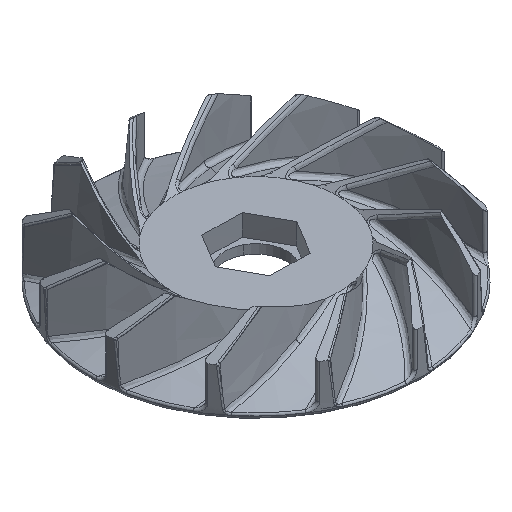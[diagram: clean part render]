
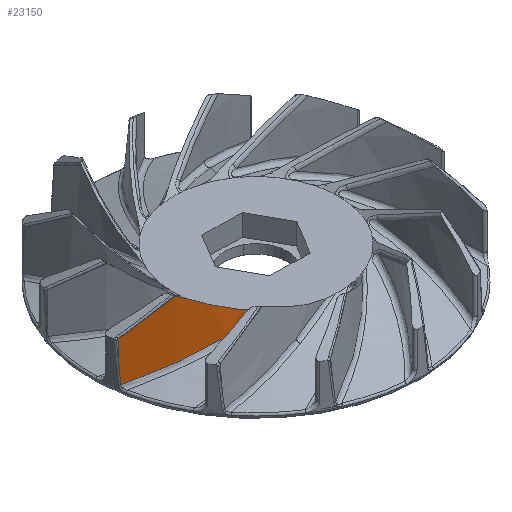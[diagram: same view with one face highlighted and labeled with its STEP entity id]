
A CAD part, isometric view. The second image highlights one B-rep face of the part: STEP entity #23150.
In plain terms, the highlighted face is a extrusion surface.
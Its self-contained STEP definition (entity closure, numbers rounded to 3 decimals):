
#22930=CARTESIAN_POINT('Vertex',(-39.165,-5.788,9.964)) ;
#22990=CARTESIAN_POINT('Control Point',(-29.77,-10.379,16.572)) ;
#22991=CARTESIAN_POINT('Control Point',(-30.386,-10.138,16.169)) ;
#22992=CARTESIAN_POINT('Control Point',(-30.981,-9.897,15.775)) ;
#22993=CARTESIAN_POINT('Control Point',(-31.609,-9.634,15.354)) ;
#22994=CARTESIAN_POINT('Control Point',(-32.914,-9.064,14.469)) ;
#22995=CARTESIAN_POINT('Control Point',(-34.139,-8.489,13.618)) ;
#22996=CARTESIAN_POINT('Control Point',(-34.732,-8.201,13.201)) ;
#22997=CARTESIAN_POINT('Control Point',(-35.977,-7.577,12.317)) ;
#22998=CARTESIAN_POINT('Control Point',(-37.306,-6.863,11.351)) ;
#22999=CARTESIAN_POINT('Control Point',(-37.946,-6.503,10.878)) ;
#23000=CARTESIAN_POINT('Control Point',(-38.53,-6.167,10.443)) ;
#23001=CARTESIAN_POINT('Control Point',(-39.165,-5.788,9.964)) ;
#23002=CARTESIAN_POINT('Vertex',(-29.77,-10.379,16.572)) ;
#23054=CARTESIAN_POINT('Control Point',(-39.165,-5.788,9.964)) ;
#23055=CARTESIAN_POINT('Control Point',(-39.201,-5.886,8.737)) ;
#23056=CARTESIAN_POINT('Control Point',(-39.234,-5.978,7.592)) ;
#23057=CARTESIAN_POINT('Control Point',(-39.269,-6.073,6.401)) ;
#23058=CARTESIAN_POINT('Control Point',(-39.305,-6.171,5.165)) ;
#23059=CARTESIAN_POINT('Control Point',(-39.341,-6.271,3.911)) ;
#23060=CARTESIAN_POINT('Vertex',(-39.341,-6.271,3.911)) ;
#23084=CARTESIAN_POINT('Control Point',(-12.618,-16.305,7.143)) ;
#23085=CARTESIAN_POINT('Control Point',(-14.213,-16.07,6.877)) ;
#23086=CARTESIAN_POINT('Control Point',(-15.846,-15.786,6.571)) ;
#23087=CARTESIAN_POINT('Control Point',(-17.511,-15.452,6.227)) ;
#23088=CARTESIAN_POINT('Control Point',(-21.075,-14.63,5.431)) ;
#23089=CARTESIAN_POINT('Control Point',(-24.683,-13.552,4.514)) ;
#23090=CARTESIAN_POINT('Control Point',(-26.588,-12.908,4.003)) ;
#23091=CARTESIAN_POINT('Control Point',(-30.381,-11.46,2.934)) ;
#23092=CARTESIAN_POINT('Control Point',(-34.094,-9.695,1.791)) ;
#23093=CARTESIAN_POINT('Control Point',(-35.918,-8.734,1.206)) ;
#23094=CARTESIAN_POINT('Control Point',(-37.703,-7.698,0.61)) ;
#23095=CARTESIAN_POINT('Control Point',(-39.454,-6.584,0.)) ;
#23100=CARTESIAN_POINT('Control Point',(-39.341,-6.271,3.911)) ;
#23101=CARTESIAN_POINT('Control Point',(-39.323,-6.386,2.871)) ;
#23102=CARTESIAN_POINT('Control Point',(-39.305,-6.502,1.829)) ;
#23103=CARTESIAN_POINT('Control Point',(-39.286,-6.618,0.789)) ;
#23104=CARTESIAN_POINT('Vertex',(-39.286,-6.618,0.789)) ;
#23108=CARTESIAN_POINT('Control Point',(-12.599,-16.253,7.801)) ;
#23109=CARTESIAN_POINT('Control Point',(-14.285,-16.005,7.502)) ;
#23110=CARTESIAN_POINT('Control Point',(-16.029,-15.702,7.156)) ;
#23111=CARTESIAN_POINT('Control Point',(-17.828,-15.337,6.766)) ;
#23112=CARTESIAN_POINT('Control Point',(-21.147,-14.554,5.993)) ;
#23113=CARTESIAN_POINT('Control Point',(-24.548,-13.528,5.119)) ;
#23114=CARTESIAN_POINT('Control Point',(-26.075,-13.019,4.713)) ;
#23115=CARTESIAN_POINT('Control Point',(-28.647,-12.072,4.006)) ;
#23116=CARTESIAN_POINT('Control Point',(-31.205,-10.972,3.27)) ;
#23117=CARTESIAN_POINT('Control Point',(-32.238,-10.501,2.967)) ;
#23118=CARTESIAN_POINT('Control Point',(-33.777,-9.755,2.509)) ;
#23119=CARTESIAN_POINT('Control Point',(-35.299,-8.953,2.044)) ;
#23120=CARTESIAN_POINT('Control Point',(-35.804,-8.679,1.889)) ;
#23121=CARTESIAN_POINT('Control Point',(-36.81,-8.119,1.577)) ;
#23122=CARTESIAN_POINT('Control Point',(-37.807,-7.534,1.263)) ;
#23123=CARTESIAN_POINT('Control Point',(-38.305,-7.233,1.104)) ;
#23124=CARTESIAN_POINT('Control Point',(-38.796,-6.929,0.947)) ;
#23125=CARTESIAN_POINT('Control Point',(-39.286,-6.618,0.789)) ;
#23126=CARTESIAN_POINT('Vertex',(-12.599,-16.253,7.801)) ;
#23130=CARTESIAN_POINT('Control Point',(-12.599,-16.253,7.801)) ;
#23131=CARTESIAN_POINT('Control Point',(-13.796,-16.022,8.242)) ;
#23132=CARTESIAN_POINT('Control Point',(-15.005,-15.759,8.726)) ;
#23133=CARTESIAN_POINT('Control Point',(-16.223,-15.465,9.25)) ;
#23134=CARTESIAN_POINT('Control Point',(-18.19,-14.939,10.15)) ;
#23135=CARTESIAN_POINT('Control Point',(-20.159,-14.33,11.127)) ;
#23136=CARTESIAN_POINT('Control Point',(-20.909,-14.085,11.51)) ;
#23137=CARTESIAN_POINT('Control Point',(-23.154,-13.316,12.684)) ;
#23138=CARTESIAN_POINT('Control Point',(-25.383,-12.438,13.932)) ;
#23139=CARTESIAN_POINT('Control Point',(-26.863,-11.801,14.794)) ;
#23140=CARTESIAN_POINT('Control Point',(-28.326,-11.114,15.675)) ;
#23141=CARTESIAN_POINT('Control Point',(-29.77,-10.379,16.572)) ;
#23096=DIRECTION('Vector Direction',(0.029,0.08,0.996)) ;
#23144=ORIENTED_EDGE('',*,*,#23106,.T.) ;
#23145=ORIENTED_EDGE('',*,*,#23128,.T.) ;
#23146=ORIENTED_EDGE('',*,*,#23142,.T.) ;
#23147=ORIENTED_EDGE('',*,*,#23004,.T.) ;
#23148=ORIENTED_EDGE('',*,*,#23062,.T.) ;
#23097=VECTOR('Extrusion Surface Vector',#23096,1.) ;
#23150=ADVANCED_FACE('PartBody',(#23149),#23098,.F.) ;
#22989=B_SPLINE_CURVE_WITH_KNOTS('',5,(#22990,#22991,#22992,#22993,#22994,#22995,#22996,#22997,#22998,#22999,#23000,#23001),.UNSPECIFIED.,.F.,.U.,(6,3,3,6),(0.641,4.422,8.153,12.327),.UNSPECIFIED.) ;
#23053=B_SPLINE_CURVE_WITH_KNOTS('',5,(#23054,#23055,#23056,#23057,#23058,#23059),.UNSPECIFIED.,.F.,.U.,(6,6),(0.,5.995),.UNSPECIFIED.) ;
#23083=B_SPLINE_CURVE_WITH_KNOTS('',5,(#23084,#23085,#23086,#23087,#23088,#23089,#23090,#23091,#23092,#23093,#23094,#23095),.UNSPECIFIED.,.F.,.U.,(6,3,3,6),(2.226,15.832,30.952,46.071),.UNSPECIFIED.) ;
#23099=B_SPLINE_CURVE_WITH_KNOTS('',3,(#23100,#23101,#23102,#23103),.UNSPECIFIED.,.F.,.U.,(4,4),(17.41,21.892),.UNSPECIFIED.) ;
#23107=B_SPLINE_CURVE_WITH_KNOTS('',5,(#23108,#23109,#23110,#23111,#23112,#23113,#23114,#23115,#23116,#23117,#23118,#23119,#23120,#23121,#23122,#23123,#23124,#23125),.UNSPECIFIED.,.F.,.U.,(6,3,3,3,3,6),(16.155,34.568,49.377,59.471,64.518,69.565),.UNSPECIFIED.) ;
#23129=B_SPLINE_CURVE_WITH_KNOTS('',5,(#23130,#23131,#23132,#23133,#23134,#23135,#23136,#23137,#23138,#23139,#23140,#23141),.UNSPECIFIED.,.F.,.U.,(6,3,3,6),(3.686,20.908,31.397,52.599),.UNSPECIFIED.) ;
#23004=EDGE_CURVE('',#23003,#22931,#22989,.T.) ;
#23062=EDGE_CURVE('',#22931,#23061,#23053,.T.) ;
#23106=EDGE_CURVE('',#23061,#23105,#23099,.T.) ;
#23128=EDGE_CURVE('',#23105,#23127,#23107,.F.) ;
#23142=EDGE_CURVE('',#23127,#23003,#23129,.T.) ;
#23143=EDGE_LOOP('',(#23144,#23145,#23146,#23147,#23148)) ;
#23149=FACE_OUTER_BOUND('',#23143,.T.) ;
#23098=SURFACE_OF_LINEAR_EXTRUSION('generated tabulated cylinder',#23083,#23097) ;
#22931=VERTEX_POINT('',#22930) ;
#23003=VERTEX_POINT('',#23002) ;
#23061=VERTEX_POINT('',#23060) ;
#23105=VERTEX_POINT('',#23104) ;
#23127=VERTEX_POINT('',#23126) ;
